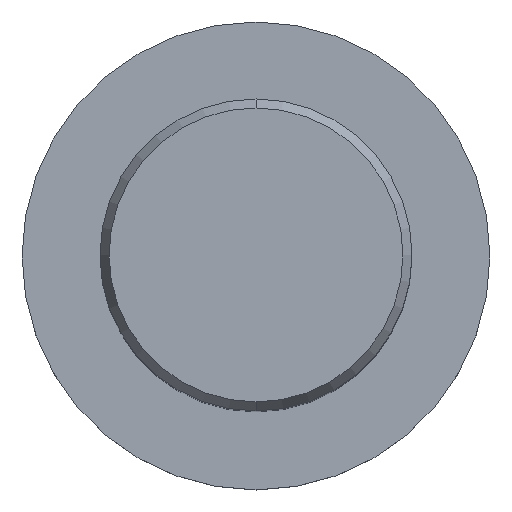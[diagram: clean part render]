
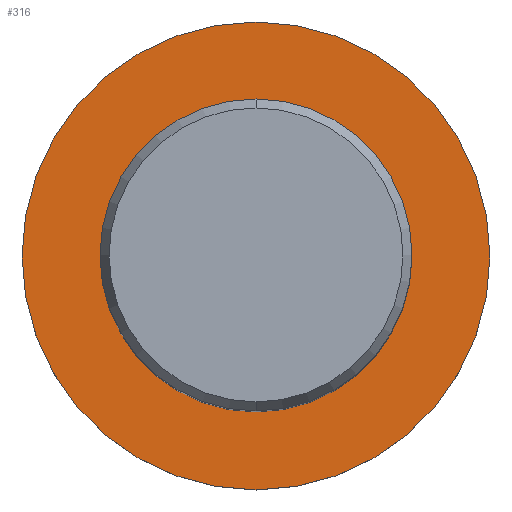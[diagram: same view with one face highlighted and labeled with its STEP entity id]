
A CAD part, top view. The second image highlights one B-rep face of the part: STEP entity #316.
In plain terms, the highlighted planar face has unit normal (0, 0, 1).
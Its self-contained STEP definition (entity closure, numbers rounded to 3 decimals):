
#246=EDGE_CURVE('',#468,#442,#583,.T.);
#310=EDGE_CURVE('',#454,#312,#655,.T.);
#312=VERTEX_POINT('',#657);
#316=ADVANCED_FACE('',(#662,#663),#664,.T.);
#442=VERTEX_POINT('',#799);
#454=VERTEX_POINT('',#812);
#458=EDGE_CURVE('',#442,#468,#816,.T.);
#468=VERTEX_POINT('',#827);
#478=EDGE_CURVE('',#312,#454,#840,.T.);
#583=CIRCLE('',#1019,16.0);
#655=CIRCLE('',#1134,24.0);
#657=CARTESIAN_POINT('',(0.0,24.0,-60.0));
#662=FACE_BOUND('',#1141,.T.);
#663=FACE_OUTER_BOUND('',#1142,.T.);
#664=PLANE('',#1143);
#799=CARTESIAN_POINT('',(0.,-16.0,-60.0));
#812=CARTESIAN_POINT('',(0.,-24.0,-60.0));
#816=CIRCLE('',#1439,16.0);
#827=CARTESIAN_POINT('',(0.0,16.0,-60.0));
#840=CIRCLE('',#1520,24.0);
#1019=AXIS2_PLACEMENT_3D('',#1661,#1662,#1663);
#1134=AXIS2_PLACEMENT_3D('',#1759,#1760,#1761);
#1141=EDGE_LOOP('',(#1773,#1774));
#1142=EDGE_LOOP('',(#1775,#1776));
#1143=AXIS2_PLACEMENT_3D('',#1777,#1778,#1779);
#1439=AXIS2_PLACEMENT_3D('',#1935,#1936,#1937);
#1520=AXIS2_PLACEMENT_3D('',#1980,#1981,#1982);
#1661=CARTESIAN_POINT('',(0.0,0.0,-60.0));
#1662=DIRECTION('',(-0.0,0.0,-1.0));
#1663=DIRECTION('',(0.0,1.0,0.0));
#1759=CARTESIAN_POINT('',(0.0,0.0,-60.0));
#1760=DIRECTION('',(0.0,0.0,-1.0));
#1761=DIRECTION('',(0.0,1.0,0.0));
#1773=ORIENTED_EDGE('',*,*,#246,.T.);
#1774=ORIENTED_EDGE('',*,*,#458,.T.);
#1775=ORIENTED_EDGE('',*,*,#478,.F.);
#1776=ORIENTED_EDGE('',*,*,#310,.F.);
#1777=CARTESIAN_POINT('',(0.0,12.0,-60.0));
#1778=DIRECTION('',(-0.0,0.0,1.0));
#1779=DIRECTION('',(0.0,-1.0,0.0));
#1935=CARTESIAN_POINT('',(0.0,0.0,-60.0));
#1936=DIRECTION('',(-0.0,0.0,-1.0));
#1937=DIRECTION('',(0.0,1.0,0.0));
#1980=CARTESIAN_POINT('',(0.0,0.0,-60.0));
#1981=DIRECTION('',(0.0,0.0,-1.0));
#1982=DIRECTION('',(0.0,1.0,0.0));
